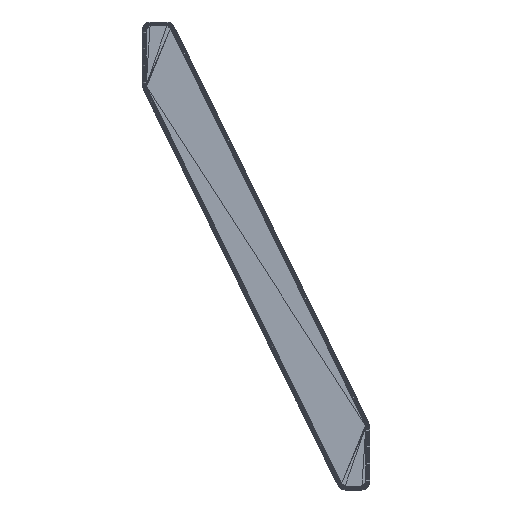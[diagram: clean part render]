
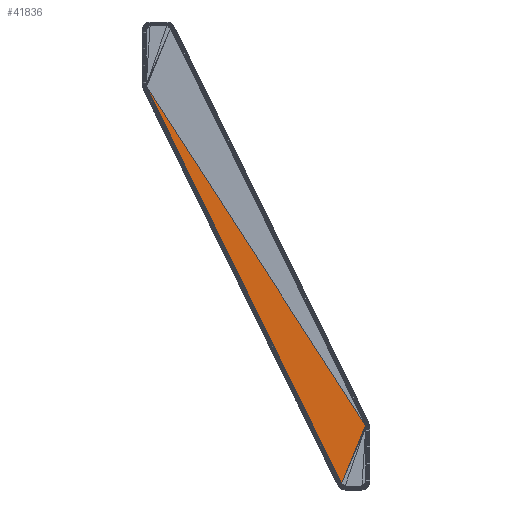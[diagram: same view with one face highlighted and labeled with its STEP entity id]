
A CAD part, top view. The second image highlights one B-rep face of the part: STEP entity #41836.
In plain terms, the highlighted planar face has unit normal (0, 0, 1).
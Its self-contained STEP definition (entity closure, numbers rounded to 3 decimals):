
#1389=FACE_OUTER_BOUND('',#5005,.T.);
#5005=EDGE_LOOP('',(#29578,#29579,#29580));
#9310=LINE('',#65416,#14676);
#9311=LINE('',#65418,#14677);
#9312=LINE('',#65419,#14678);
#14676=VECTOR('',#52777,10.);
#14677=VECTOR('',#52780,10.);
#14678=VECTOR('',#52781,10.);
#19117=VERTEX_POINT('',#65255);
#19129=VERTEX_POINT('',#65301);
#19138=VERTEX_POINT('',#65329);
#22292=EDGE_CURVE('',#19129,#19117,#9310,.T.);
#22293=EDGE_CURVE('',#19138,#19117,#9311,.T.);
#22294=EDGE_CURVE('',#19138,#19129,#9312,.T.);
#29578=ORIENTED_EDGE('',*,*,#22293,.F.);
#29579=ORIENTED_EDGE('',*,*,#22294,.T.);
#29580=ORIENTED_EDGE('',*,*,#22292,.T.);
#38222=PLANE('',#45719);
#41836=ADVANCED_FACE('',(#1389),#38222,.T.);
#45719=AXIS2_PLACEMENT_3D('',#65417,#52778,#52779);
#52777=DIRECTION('',(0.377,0.926,0.));
#52778=DIRECTION('center_axis',(0.,0.,1.));
#52779=DIRECTION('ref_axis',(1.,0.,0.));
#52780=DIRECTION('',(0.543,-0.839,0.));
#52781=DIRECTION('',(0.441,-0.898,0.));
#65255=CARTESIAN_POINT('',(-10.135,-151.662,35.1));
#65301=CARTESIAN_POINT('',(-16.203,-166.576,35.1));
#65329=CARTESIAN_POINT('',(-65.71,-65.809,35.1));
#65416=CARTESIAN_POINT('',(-16.203,-166.576,35.1));
#65417=CARTESIAN_POINT('Origin',(-16.203,-166.576,35.1));
#65418=CARTESIAN_POINT('',(-65.71,-65.809,35.1));
#65419=CARTESIAN_POINT('',(-65.71,-65.809,35.1));
